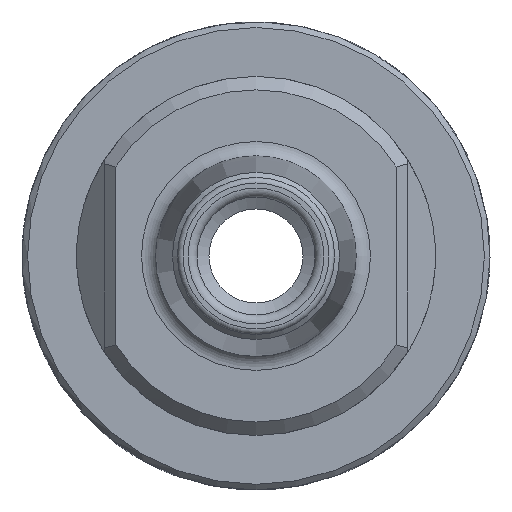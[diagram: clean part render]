
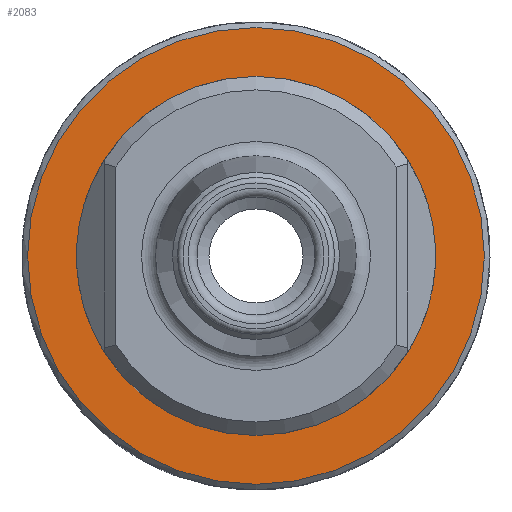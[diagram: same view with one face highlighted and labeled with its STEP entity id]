
A CAD part, left-side view. The second image highlights one B-rep face of the part: STEP entity #2083.
In plain terms, the highlighted planar face has unit normal (-1, 0, 0).
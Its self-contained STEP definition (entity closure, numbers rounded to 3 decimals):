
#138=PLANE('',#2237);
#529=ORIENTED_EDGE('',*,*,#839,.T.);
#530=ORIENTED_EDGE('',*,*,#838,.F.);
#838=EDGE_CURVE('',#999,#999,#1064,.T.);
#839=EDGE_CURVE('',#1000,#1000,#1065,.F.);
#999=VERTEX_POINT('',#3217);
#1000=VERTEX_POINT('',#3220);
#1064=CIRCLE('',#2236,15.188);
#1065=CIRCLE('',#2238,20.35);
#1166=EDGE_LOOP('',(#529));
#1167=EDGE_LOOP('',(#530));
#1300=FACE_BOUND('',#1166,.T.);
#1301=FACE_BOUND('',#1167,.T.);
#2083=ADVANCED_FACE('',(#1300,#1301),#138,.F.);
#2236=AXIS2_PLACEMENT_3D('',#3216,#2550,#2551);
#2237=AXIS2_PLACEMENT_3D('',#3218,#2552,#2553);
#2238=AXIS2_PLACEMENT_3D('',#3219,#2554,#2555);
#2550=DIRECTION('',(-1.,0.,0.));
#2551=DIRECTION('',(0.,-1.,0.));
#2552=DIRECTION('',(1.,0.,0.));
#2553=DIRECTION('',(0.,0.,-1.));
#2554=DIRECTION('',(1.,0.,0.));
#2555=DIRECTION('',(0.,0.,-1.));
#3216=CARTESIAN_POINT('',(32.,0.,0.));
#3217=CARTESIAN_POINT('',(32.,-15.188,0.));
#3218=CARTESIAN_POINT('',(32.,0.,20.85));
#3219=CARTESIAN_POINT('',(32.,0.,0.));
#3220=CARTESIAN_POINT('',(32.,0.,-20.35));
